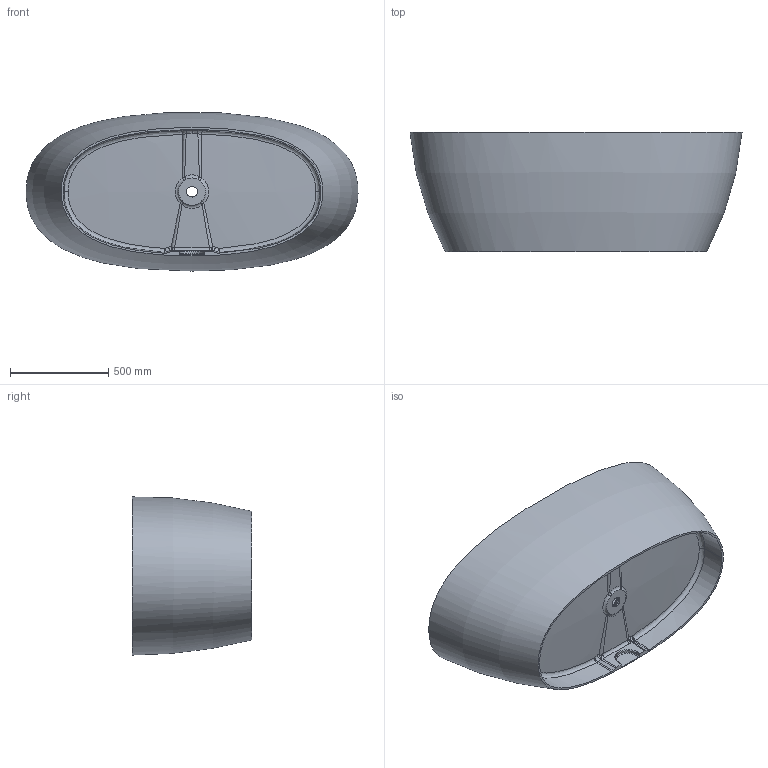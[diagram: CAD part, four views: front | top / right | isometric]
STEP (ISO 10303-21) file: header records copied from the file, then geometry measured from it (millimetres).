
FILE_DESCRIPTION (( 'STEP AP214' ), '1' );
FILE_NAME ('Ireland.STEP', '2023-06-19T08:49:10', ( 'User Windows' ), ( '' ), 'SwSTEP 2.0', 'SolidWorks 2020', '' );
FILE_SCHEMA (( 'AUTOMOTIVE_DESIGN' ));
Length unit declared in the file: millimetre
Products named in the file (1): Ireland
Bounding box: 1693.87 x 610 x 806.71 mm (x, y, z)
Volume: 55105140.4 mm3; surface area: 6266075.1 mm2
Topology: 1 solids, 1 shells, 103 faces, 305 edges, 205 vertices
Faces by surface type: bspline 65, plane 19, cylinder 16, torus 2, cone 1
Full cylindrical faces by diameter (mm): 55 x2
Entity records: 13545 total; most frequent: CARTESIAN_POINT 11374, ORIENTED_EDGE 598, EDGE_CURVE 299, DIRECTION 224, VERTEX_POINT 203, B_SPLINE_CURVE_WITH_KNOTS 189, EDGE_LOOP 112, FACE_OUTER_BOUND 106
